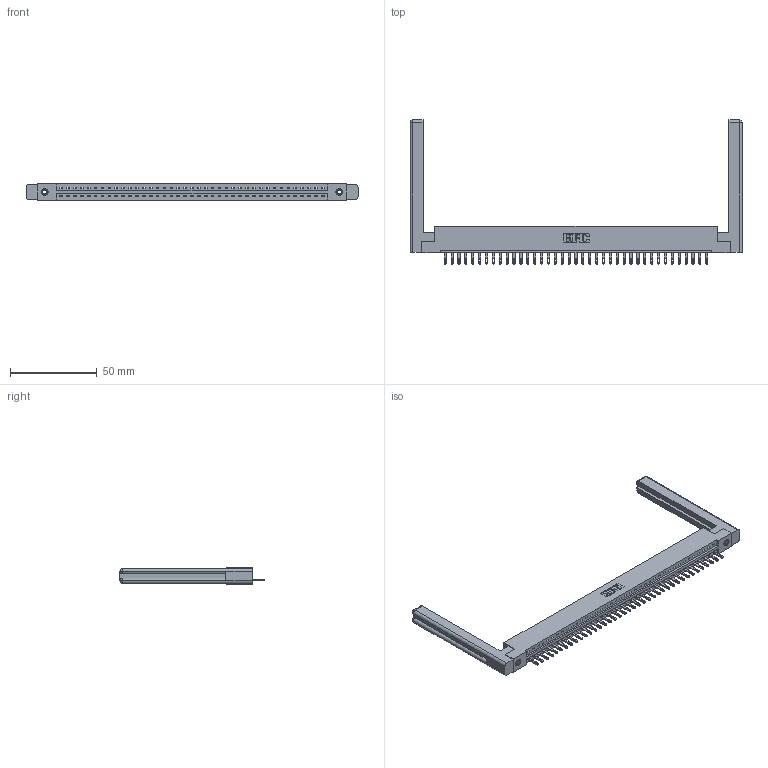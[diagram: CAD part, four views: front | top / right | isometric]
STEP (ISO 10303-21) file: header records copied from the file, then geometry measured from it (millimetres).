
FILE_DESCRIPTION (( 'STEP AP203' ), '1' );
FILE_NAME ('337-039-500-158.STEP', '2019-10-01T17:56:17', ( '' ), ( '' ), 'SwSTEP 2.0', 'SolidWorks 2016', '' );
FILE_SCHEMA (( 'CONFIG_CONTROL_DESIGN' ));
Length unit declared in the file: inch
Products named in the file (5): 337 Part_Flush Mounting Lugs - 0.156 Dia-TI; 345-250-001_345-250-001-102; 345-292-001_345-293-100; 337-039-500-158; 307-220-058
Assembly tree (44 placements, depth 2):
  337-039-500-158
    337 Part_Flush Mounting Lugs - 0.156 Dia-TI
    345-292-001_345-293-100  x39
    345-250-001_345-250-001-102  x2
    307-220-058  x2
Bounding box: 191.16 x 82.94 x 9.4 mm (x, y, z)
Volume: 27016.7 mm3; surface area: 25804.1 mm2
Topology: 44 solids, 44 shells, 2518 faces, 7685 edges, 5110 vertices
Faces by surface type: plane 1714, cylinder 780, cone 12, torus 12
Entity records: 31942 total; most frequent: CARTESIAN_POINT 5562, ORIENTED_EDGE 5476, DIRECTION 4708, EDGE_CURVE 2738, VECTOR 2558, LINE 2558, VERTEX_POINT 1818, AXIS2_PLACEMENT_3D 1075
